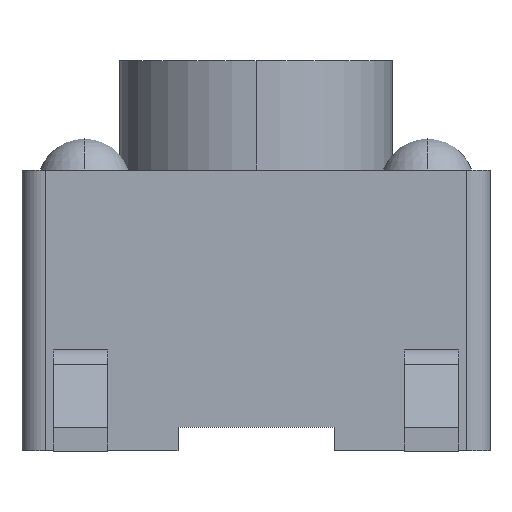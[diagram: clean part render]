
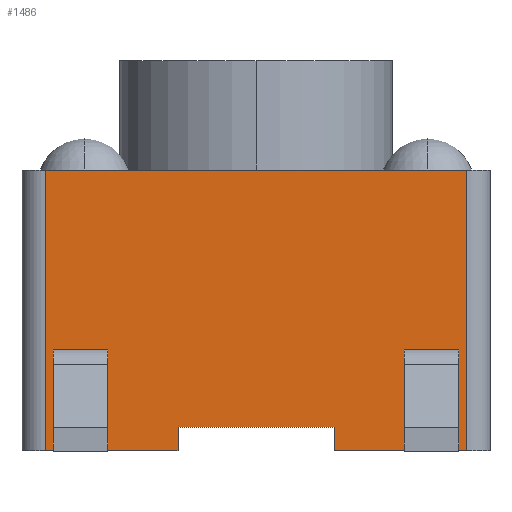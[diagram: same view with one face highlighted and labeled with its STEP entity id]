
A CAD part, front view. The second image highlights one B-rep face of the part: STEP entity #1486.
In plain terms, the highlighted planar face has unit normal (0, -1, 0).
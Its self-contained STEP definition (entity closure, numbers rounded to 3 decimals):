
#79=DIRECTION('',(1.,0.,0.));
#80=VECTOR('',#79,1.7);
#81=CARTESIAN_POINT('',(-2.7,-3.,-3.6));
#82=LINE('',#81,#80);
#113=DIRECTION('',(1.,0.,0.));
#114=VECTOR('',#113,1.7);
#115=CARTESIAN_POINT('',(1.,-3.,-3.6));
#116=LINE('',#115,#114);
#336=DIRECTION('',(0.,0.,1.));
#337=VECTOR('',#336,0.3);
#338=CARTESIAN_POINT('',(-2.6,-3.,-2.6));
#339=LINE('',#338,#337);
#340=DIRECTION('',(1.,0.,0.));
#341=VECTOR('',#340,0.7);
#342=CARTESIAN_POINT('',(-2.6,-3.,-2.6));
#343=LINE('',#342,#341);
#344=DIRECTION('',(0.,0.,1.));
#345=VECTOR('',#344,0.3);
#346=CARTESIAN_POINT('',(-1.9,-3.,-2.6));
#347=LINE('',#346,#345);
#348=DIRECTION('',(1.,0.,0.));
#349=VECTOR('',#348,0.7);
#350=CARTESIAN_POINT('',(-2.6,-3.,-2.3));
#351=LINE('',#350,#349);
#352=DIRECTION('',(0.,0.,1.));
#353=VECTOR('',#352,0.3);
#354=CARTESIAN_POINT('',(2.6,-3.,-2.6));
#355=LINE('',#354,#353);
#356=DIRECTION('',(-1.,0.,0.));
#357=VECTOR('',#356,0.7);
#358=CARTESIAN_POINT('',(2.6,-3.,-2.3));
#359=LINE('',#358,#357);
#360=DIRECTION('',(0.,0.,1.));
#361=VECTOR('',#360,0.3);
#362=CARTESIAN_POINT('',(1.9,-3.,-2.6));
#363=LINE('',#362,#361);
#364=DIRECTION('',(-1.,0.,0.));
#365=VECTOR('',#364,0.7);
#366=CARTESIAN_POINT('',(2.6,-3.,-2.6));
#367=LINE('',#366,#365);
#368=DIRECTION('',(0.,0.,1.));
#369=VECTOR('',#368,0.3);
#370=CARTESIAN_POINT('',(-1.,-3.,-3.6));
#371=LINE('',#370,#369);
#372=DIRECTION('',(0.,0.,1.));
#373=VECTOR('',#372,3.6);
#374=CARTESIAN_POINT('',(-2.7,-3.,-3.6));
#375=LINE('',#374,#373);
#376=DIRECTION('',(1.,0.,0.));
#377=VECTOR('',#376,5.4);
#378=CARTESIAN_POINT('',(-2.7,-3.,0.));
#379=LINE('',#378,#377);
#380=DIRECTION('',(0.,0.,-1.));
#381=VECTOR('',#380,3.6);
#382=CARTESIAN_POINT('',(2.7,-3.,0.));
#383=LINE('',#382,#381);
#384=DIRECTION('',(0.,0.,1.));
#385=VECTOR('',#384,0.3);
#386=CARTESIAN_POINT('',(1.,-3.,-3.6));
#387=LINE('',#386,#385);
#388=DIRECTION('',(1.,0.,0.));
#389=VECTOR('',#388,2.);
#390=CARTESIAN_POINT('',(-1.,-3.,-3.3));
#391=LINE('',#390,#389);
#874=CARTESIAN_POINT('',(-2.6,-3.,-2.6));
#875=CARTESIAN_POINT('',(-2.6,-3.,-2.3));
#876=VERTEX_POINT('',#874);
#877=VERTEX_POINT('',#875);
#878=CARTESIAN_POINT('',(-1.9,-3.,-2.6));
#879=CARTESIAN_POINT('',(-1.9,-3.,-2.3));
#880=VERTEX_POINT('',#878);
#881=VERTEX_POINT('',#879);
#911=CARTESIAN_POINT('',(2.7,-3.,-3.6));
#913=VERTEX_POINT('',#911);
#914=CARTESIAN_POINT('',(2.7,-3.,0.));
#915=VERTEX_POINT('',#914);
#919=CARTESIAN_POINT('',(-2.7,-3.,0.));
#921=VERTEX_POINT('',#919);
#922=CARTESIAN_POINT('',(-2.7,-3.,-3.6));
#923=VERTEX_POINT('',#922);
#978=CARTESIAN_POINT('',(2.6,-3.,-2.3));
#979=VERTEX_POINT('',#978);
#980=CARTESIAN_POINT('',(1.9,-3.,-2.3));
#981=VERTEX_POINT('',#980);
#982=CARTESIAN_POINT('',(2.6,-3.,-2.6));
#983=VERTEX_POINT('',#982);
#984=CARTESIAN_POINT('',(1.9,-3.,-2.6));
#985=VERTEX_POINT('',#984);
#1014=CARTESIAN_POINT('',(-1.,-3.,-3.6));
#1015=CARTESIAN_POINT('',(-1.,-3.,-3.3));
#1016=VERTEX_POINT('',#1014);
#1017=VERTEX_POINT('',#1015);
#1018=CARTESIAN_POINT('',(1.,-3.,-3.3));
#1019=VERTEX_POINT('',#1018);
#1020=CARTESIAN_POINT('',(1.,-3.,-3.6));
#1021=VERTEX_POINT('',#1020);
#1448=CARTESIAN_POINT('',(-3.,-3.,0.));
#1449=DIRECTION('',(0.,-1.,0.));
#1450=DIRECTION('',(0.,0.,-1.));
#1451=AXIS2_PLACEMENT_3D('',#1448,#1449,#1450);
#1452=PLANE('',#1451);
#1454=ORIENTED_EDGE('',*,*,#1453,.F.);
#1455=ORIENTED_EDGE('',*,*,#1208,.F.);
#1456=ORIENTED_EDGE('',*,*,#1280,.T.);
#1457=ORIENTED_EDGE('',*,*,#1298,.T.);
#1459=ORIENTED_EDGE('',*,*,#1458,.T.);
#1460=ORIENTED_EDGE('',*,*,#1239,.F.);
#1462=ORIENTED_EDGE('',*,*,#1461,.T.);
#1464=ORIENTED_EDGE('',*,*,#1463,.F.);
#1465=EDGE_LOOP('',(#1454,#1455,#1456,#1457,#1459,#1460,#1462,#1464));
#1466=FACE_OUTER_BOUND('',#1465,.F.);
#1468=ORIENTED_EDGE('',*,*,#1467,.T.);
#1470=ORIENTED_EDGE('',*,*,#1469,.T.);
#1472=ORIENTED_EDGE('',*,*,#1471,.F.);
#1474=ORIENTED_EDGE('',*,*,#1473,.F.);
#1475=EDGE_LOOP('',(#1468,#1470,#1472,#1474));
#1476=FACE_BOUND('',#1475,.F.);
#1477=ORIENTED_EDGE('',*,*,#1398,.F.);
#1479=ORIENTED_EDGE('',*,*,#1478,.T.);
#1481=ORIENTED_EDGE('',*,*,#1480,.T.);
#1483=ORIENTED_EDGE('',*,*,#1482,.F.);
#1484=EDGE_LOOP('',(#1477,#1479,#1481,#1483));
#1485=FACE_BOUND('',#1484,.F.);
#1208=EDGE_CURVE('',#923,#1016,#82,.T.);
#1239=EDGE_CURVE('',#1021,#913,#116,.T.);
#1280=EDGE_CURVE('',#923,#921,#375,.T.);
#1298=EDGE_CURVE('',#921,#915,#379,.T.);
#1398=EDGE_CURVE('',#876,#877,#339,.T.);
#1453=EDGE_CURVE('',#1016,#1017,#371,.T.);
#1458=EDGE_CURVE('',#915,#913,#383,.T.);
#1461=EDGE_CURVE('',#1021,#1019,#387,.T.);
#1463=EDGE_CURVE('',#1017,#1019,#391,.T.);
#1467=EDGE_CURVE('',#983,#979,#355,.T.);
#1469=EDGE_CURVE('',#979,#981,#359,.T.);
#1471=EDGE_CURVE('',#985,#981,#363,.T.);
#1473=EDGE_CURVE('',#983,#985,#367,.T.);
#1478=EDGE_CURVE('',#876,#880,#343,.T.);
#1480=EDGE_CURVE('',#880,#881,#347,.T.);
#1482=EDGE_CURVE('',#877,#881,#351,.T.);
#1486=ADVANCED_FACE('',(#1466,#1476,#1485),#1452,.T.);
